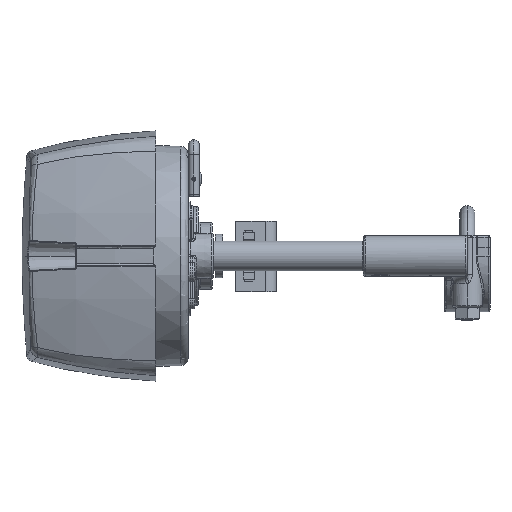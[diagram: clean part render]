
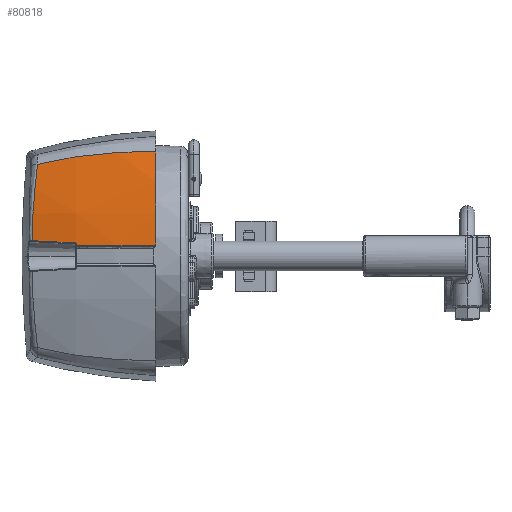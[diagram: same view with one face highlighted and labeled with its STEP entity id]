
A CAD part, left-side view. The second image highlights one B-rep face of the part: STEP entity #80818.
In plain terms, the highlighted face is a revolution surface.
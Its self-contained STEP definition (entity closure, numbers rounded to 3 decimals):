
#80718=CARTESIAN_POINT('Control Point',(51.365,-89.255,0.)) ;
#80719=CARTESIAN_POINT('Control Point',(35.149,-93.825,0.)) ;
#80720=CARTESIAN_POINT('Control Point',(18.59,-97.18,0.)) ;
#80721=CARTESIAN_POINT('Control Point',(1.827,-99.282,0.)) ;
#80722=CARTESIAN_POINT('Control Point',(-15.,-100.125,0.)) ;
#80723=CARTESIAN_POINT('Axis1P Location',(55.,69.5,0.)) ;
#80728=CARTESIAN_POINT('Control Point',(51.365,-89.041,-8.243)) ;
#80729=CARTESIAN_POINT('Control Point',(43.742,-91.213,-7.843)) ;
#80730=CARTESIAN_POINT('Control Point',(36.032,-93.081,-7.438)) ;
#80731=CARTESIAN_POINT('Control Point',(28.26,-94.638,-7.03)) ;
#80732=CARTESIAN_POINT('Vertex',(51.365,-89.041,-8.243)) ;
#80734=CARTESIAN_POINT('Vertex',(28.26,-94.638,-7.03)) ;
#80738=CARTESIAN_POINT('Control Point',(27.596,-94.797,-6.329)) ;
#80739=CARTESIAN_POINT('Control Point',(27.596,-94.787,-6.6)) ;
#80740=CARTESIAN_POINT('Control Point',(27.74,-94.748,-6.871)) ;
#80741=CARTESIAN_POINT('Control Point',(27.997,-94.691,-7.016)) ;
#80742=CARTESIAN_POINT('Control Point',(28.26,-94.638,-7.03)) ;
#80743=CARTESIAN_POINT('Vertex',(27.596,-94.797,-6.329)) ;
#80746=CARTESIAN_POINT('Axis2P3D Location',(27.596,69.5,0.)) ;
#80750=CARTESIAN_POINT('Vertex',(27.596,-94.819,-5.742)) ;
#80754=CARTESIAN_POINT('Control Point',(27.596,-94.819,-5.742)) ;
#80755=CARTESIAN_POINT('Control Point',(13.546,-97.566,-5.823)) ;
#80756=CARTESIAN_POINT('Control Point',(-0.699,-99.307,-5.875)) ;
#80757=CARTESIAN_POINT('Control Point',(-15.,-100.022,-5.897)) ;
#80758=CARTESIAN_POINT('Vertex',(-15.,-100.022,-5.897)) ;
#80762=CARTESIAN_POINT('Control Point',(-15.,-90.412,-56.574)) ;
#80763=CARTESIAN_POINT('Control Point',(-15.,-94.73,-44.37)) ;
#80764=CARTESIAN_POINT('Control Point',(-15.,-97.806,-31.726)) ;
#80765=CARTESIAN_POINT('Control Point',(-15.,-99.572,-18.834)) ;
#80766=CARTESIAN_POINT('Control Point',(-15.,-100.022,-5.897)) ;
#80767=CARTESIAN_POINT('Vertex',(-15.,-90.412,-56.574)) ;
#80771=CARTESIAN_POINT('Control Point',(48.656,-82.188,-49.32)) ;
#80772=CARTESIAN_POINT('Control Point',(41.62,-83.61,-51.131)) ;
#80773=CARTESIAN_POINT('Control Point',(34.475,-84.896,-52.669)) ;
#80774=CARTESIAN_POINT('Control Point',(27.222,-86.093,-53.803)) ;
#80775=CARTESIAN_POINT('Control Point',(14.449,-87.966,-55.223)) ;
#80776=CARTESIAN_POINT('Control Point',(1.57,-89.339,-55.971)) ;
#80777=CARTESIAN_POINT('Control Point',(-3.95,-89.819,-56.21)) ;
#80778=CARTESIAN_POINT('Control Point',(-9.475,-90.175,-56.414)) ;
#80779=CARTESIAN_POINT('Control Point',(-15.,-90.412,-56.574)) ;
#80780=CARTESIAN_POINT('Vertex',(48.656,-82.188,-49.32)) ;
#80784=CARTESIAN_POINT('Control Point',(48.656,-82.188,-49.32)) ;
#80785=CARTESIAN_POINT('Control Point',(48.667,-82.262,-49.086)) ;
#80786=CARTESIAN_POINT('Control Point',(48.678,-82.334,-48.852)) ;
#80787=CARTESIAN_POINT('Control Point',(48.689,-82.405,-48.622)) ;
#80788=CARTESIAN_POINT('Control Point',(48.721,-82.625,-47.901)) ;
#80789=CARTESIAN_POINT('Control Point',(48.757,-82.842,-47.176)) ;
#80790=CARTESIAN_POINT('Control Point',(48.785,-82.985,-46.685)) ;
#80791=CARTESIAN_POINT('Control Point',(48.871,-83.345,-45.419)) ;
#80792=CARTESIAN_POINT('Control Point',(48.994,-83.684,-44.139)) ;
#80793=CARTESIAN_POINT('Control Point',(49.083,-83.883,-43.352)) ;
#80794=CARTESIAN_POINT('Control Point',(49.248,-84.209,-42.014)) ;
#80795=CARTESIAN_POINT('Control Point',(49.427,-84.518,-40.664)) ;
#80796=CARTESIAN_POINT('Control Point',(49.501,-84.643,-40.11)) ;
#80797=CARTESIAN_POINT('Control Point',(49.647,-84.887,-38.999)) ;
#80798=CARTESIAN_POINT('Control Point',(49.786,-85.125,-37.88)) ;
#80799=CARTESIAN_POINT('Control Point',(49.855,-85.244,-37.311)) ;
#80800=CARTESIAN_POINT('Control Point',(50.233,-85.913,-34.051)) ;
#80801=CARTESIAN_POINT('Control Point',(50.545,-86.526,-30.724)) ;
#80802=CARTESIAN_POINT('Control Point',(50.759,-86.99,-27.937)) ;
#80803=CARTESIAN_POINT('Control Point',(51.092,-87.812,-22.373)) ;
#80804=CARTESIAN_POINT('Control Point',(51.268,-88.44,-16.701)) ;
#80805=CARTESIAN_POINT('Control Point',(51.32,-88.697,-13.894)) ;
#80806=CARTESIAN_POINT('Control Point',(51.347,-88.899,-11.069)) ;
#80807=CARTESIAN_POINT('Control Point',(51.365,-89.041,-8.243)) ;
#80724=DIRECTION('Axis1P Direction',(-1.,0.,0.)) ;
#80747=DIRECTION('Axis2P3D Direction',(-1.,0.,0.)) ;
#80748=AXIS2_PLACEMENT_3D('Circle Axis2P3D',#80746,#80747,$) ;
#80810=ORIENTED_EDGE('',*,*,#80736,.T.) ;
#80811=ORIENTED_EDGE('',*,*,#80745,.T.) ;
#80812=ORIENTED_EDGE('',*,*,#80752,.T.) ;
#80813=ORIENTED_EDGE('',*,*,#80760,.T.) ;
#80814=ORIENTED_EDGE('',*,*,#80769,.F.) ;
#80815=ORIENTED_EDGE('',*,*,#80782,.F.) ;
#80816=ORIENTED_EDGE('',*,*,#80808,.F.) ;
#80818=ADVANCED_FACE('PartBody',(#80817),#80726,.T.) ;
#80725=AXIS1_PLACEMENT('Revolution Surface Axis1P',#80723,#80724) ;
#80717=B_SPLINE_CURVE_WITH_KNOTS('',4,(#80718,#80719,#80720,#80721,#80722),.UNSPECIFIED.,.F.,.U.,(5,5),(388.842,456.233),.UNSPECIFIED.) ;
#80727=B_SPLINE_CURVE_WITH_KNOTS('',3,(#80728,#80729,#80730,#80731),.UNSPECIFIED.,.F.,.U.,(4,4),(19.095,52.741),.UNSPECIFIED.) ;
#80737=B_SPLINE_CURVE_WITH_KNOTS('',4,(#80738,#80739,#80740,#80741,#80742),.UNSPECIFIED.,.F.,.U.,(5,5),(1.778,2.914),.UNSPECIFIED.) ;
#80753=B_SPLINE_CURVE_WITH_KNOTS('',3,(#80754,#80755,#80756,#80757),.UNSPECIFIED.,.F.,.U.,(4,4),(56.487,117.145),.UNSPECIFIED.) ;
#80761=B_SPLINE_CURVE_WITH_KNOTS('',4,(#80762,#80763,#80764,#80765,#80766),.UNSPECIFIED.,.F.,.U.,(5,5),(0.191,72.51),.UNSPECIFIED.) ;
#80770=B_SPLINE_CURVE_WITH_KNOTS('',5,(#80771,#80772,#80773,#80774,#80775,#80776,#80777,#80778,#80779),.UNSPECIFIED.,.F.,.U.,(6,3,6),(42.482,106.92,155.107),.UNSPECIFIED.) ;
#80783=B_SPLINE_CURVE_WITH_KNOTS('',5,(#80784,#80785,#80786,#80787,#80788,#80789,#80790,#80791,#80792,#80793,#80794,#80795,#80796,#80797,#80798,#80799,#80800,#80801,#80802,#80803,#80804,#80805,#80806,#80807),.UNSPECIFIED.,.F.,.U.,(6,3,3,3,3,3,3,6),(250.743,253.041,257.778,265.232,270.387,275.526,300.161,323.99),.UNSPECIFIED.) ;
#80749=CIRCLE('generated circle',#80748,164.419) ;
#80736=EDGE_CURVE('',#80733,#80735,#80727,.T.) ;
#80745=EDGE_CURVE('',#80735,#80744,#80737,.F.) ;
#80752=EDGE_CURVE('',#80744,#80751,#80749,.T.) ;
#80760=EDGE_CURVE('',#80751,#80759,#80753,.T.) ;
#80769=EDGE_CURVE('',#80768,#80759,#80761,.T.) ;
#80782=EDGE_CURVE('',#80781,#80768,#80770,.T.) ;
#80808=EDGE_CURVE('',#80733,#80781,#80783,.F.) ;
#80809=EDGE_LOOP('',(#80810,#80811,#80812,#80813,#80814,#80815,#80816)) ;
#80817=FACE_OUTER_BOUND('',#80809,.T.) ;
#80726=SURFACE_OF_REVOLUTION('Surface of Revolution',#80717,#80725) ;
#80733=VERTEX_POINT('',#80732) ;
#80735=VERTEX_POINT('',#80734) ;
#80744=VERTEX_POINT('',#80743) ;
#80751=VERTEX_POINT('',#80750) ;
#80759=VERTEX_POINT('',#80758) ;
#80768=VERTEX_POINT('',#80767) ;
#80781=VERTEX_POINT('',#80780) ;
